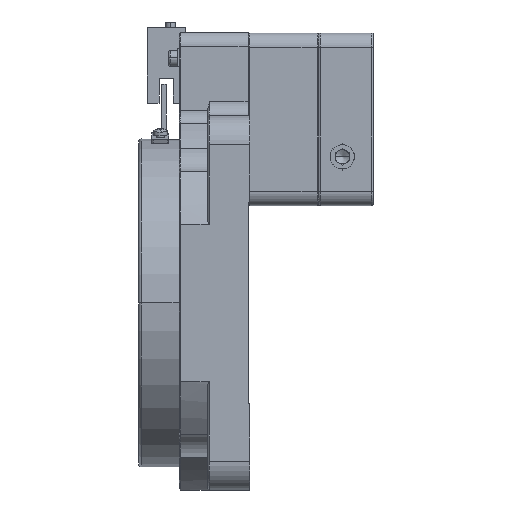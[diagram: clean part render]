
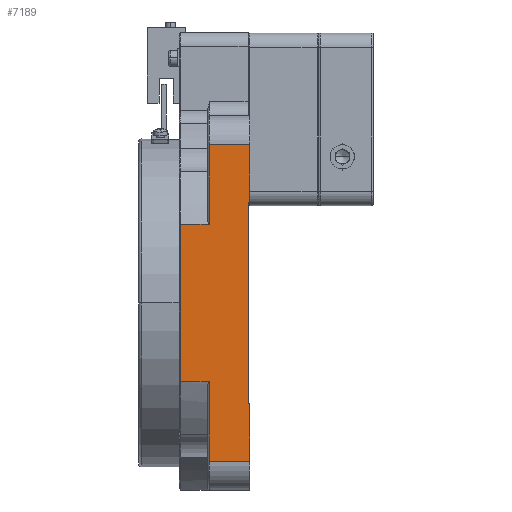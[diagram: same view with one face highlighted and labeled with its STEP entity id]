
A CAD part, left-side view. The second image highlights one B-rep face of the part: STEP entity #7189.
In plain terms, the highlighted planar face has unit normal (-1, 0, 0).
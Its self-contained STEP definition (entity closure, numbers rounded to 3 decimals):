
#982 = DIRECTION ( 'NONE',  ( 0., 0., -1. ) ) ;
#1142 = VERTEX_POINT ( 'NONE', #11943 ) ;
#1426 = CARTESIAN_POINT ( 'NONE',  ( -65., -0.5, 35. ) ) ;
#1548 = CARTESIAN_POINT ( 'NONE',  ( -65., 0., 55. ) ) ;
#1770 = CARTESIAN_POINT ( 'NONE',  ( -65., -0.5, 35. ) ) ;
#2027 = ORIENTED_EDGE ( 'NONE', *, *, #24602, .F. ) ;
#2601 = VECTOR ( 'NONE', #12768, 1000. ) ;
#2701 = DIRECTION ( 'NONE',  ( 0., 0., -1. ) ) ;
#2890 = ORIENTED_EDGE ( 'NONE', *, *, #25206, .T. ) ;
#3682 = LINE ( 'NONE', #15009, #15137 ) ;
#3898 = DIRECTION ( 'NONE',  ( 0., 0., -1. ) ) ;
#4539 = VECTOR ( 'NONE', #5018, 1000. ) ;
#4884 = EDGE_CURVE ( 'NONE', #35260, #26213, #16808, .T. ) ;
#5018 = DIRECTION ( 'NONE',  ( 0., -1., 0. ) ) ;
#5244 = VERTEX_POINT ( 'NONE', #7690 ) ;
#5254 = VECTOR ( 'NONE', #7462, 1000. ) ;
#5477 = EDGE_CURVE ( 'NONE', #5244, #30585, #21150, .T. ) ;
#5926 = EDGE_CURVE ( 'NONE', #14534, #23594, #26869, .T. ) ;
#6027 = LINE ( 'NONE', #17353, #8213 ) ;
#6621 = CARTESIAN_POINT ( 'NONE',  ( -65., -0.5, -35. ) ) ;
#6685 = PLANE ( 'NONE',  #25602 ) ;
#7041 = DIRECTION ( 'NONE',  ( 0., 0., -1. ) ) ;
#7189 = ADVANCED_FACE ( 'NONE', ( #32117 ), #6685, .F. ) ;
#7370 = ORIENTED_EDGE ( 'NONE', *, *, #4884, .T. ) ;
#7462 = DIRECTION ( 'NONE',  ( 0., 1., 0. ) ) ;
#7690 = CARTESIAN_POINT ( 'NONE',  ( -65., 13.5, 55. ) ) ;
#8158 = LINE ( 'NONE', #19474, #32205 ) ;
#8213 = VECTOR ( 'NONE', #28678, 1000. ) ;
#8863 = LINE ( 'NONE', #20174, #31488 ) ;
#9630 = ORIENTED_EDGE ( 'NONE', *, *, #17386, .T. ) ;
#9805 = CARTESIAN_POINT ( 'NONE',  ( -65., -0.5, 55. ) ) ;
#10267 = VECTOR ( 'NONE', #33052, 1000. ) ;
#10407 = LINE ( 'NONE', #21725, #10267 ) ;
#11478 = ORIENTED_EDGE ( 'NONE', *, *, #32223, .F. ) ;
#11680 = VECTOR ( 'NONE', #12881, 1000. ) ;
#11943 = CARTESIAN_POINT ( 'NONE',  ( -65., 0., 35. ) ) ;
#12768 = DIRECTION ( 'NONE',  ( 0., 0., -1. ) ) ;
#12881 = DIRECTION ( 'NONE',  ( 0., 0., 1. ) ) ;
#14534 = VERTEX_POINT ( 'NONE', #9805 ) ;
#14630 = ORIENTED_EDGE ( 'NONE', *, *, #18816, .T. ) ;
#15009 = CARTESIAN_POINT ( 'NONE',  ( -65., 14., -55. ) ) ;
#15107 = VECTOR ( 'NONE', #982, 1000. ) ;
#15114 = LINE ( 'NONE', #26428, #15107 ) ;
#15137 = VECTOR ( 'NONE', #26329, 1000. ) ;
#15320 = VERTEX_POINT ( 'NONE', #36243 ) ;
#15926 = VERTEX_POINT ( 'NONE', #17092 ) ;
#16808 = LINE ( 'NONE', #28143, #24462 ) ;
#17011 = ORIENTED_EDGE ( 'NONE', *, *, #19638, .F. ) ;
#17092 = CARTESIAN_POINT ( 'NONE',  ( -65., -0.5, -55. ) ) ;
#17353 = CARTESIAN_POINT ( 'NONE',  ( -65., -0.5, -35. ) ) ;
#17386 = EDGE_CURVE ( 'NONE', #26213, #32673, #19119, .T. ) ;
#18003 = CARTESIAN_POINT ( 'NONE',  ( -65., 14., 55. ) ) ;
#18816 = EDGE_CURVE ( 'NONE', #15320, #15926, #3682, .T. ) ;
#19119 = LINE ( 'NONE', #30450, #4539 ) ;
#19242 = VERTEX_POINT ( 'NONE', #6621 ) ;
#19474 = CARTESIAN_POINT ( 'NONE',  ( -65., 19.7, 27.299 ) ) ;
#19638 = EDGE_CURVE ( 'NONE', #19242, #15926, #15114, .T. ) ;
#19667 = VECTOR ( 'NONE', #7041, 1000. ) ;
#20174 = CARTESIAN_POINT ( 'NONE',  ( -65., 14., 55. ) ) ;
#20307 = CARTESIAN_POINT ( 'NONE',  ( -65., 0., -35. ) ) ;
#21150 = LINE ( 'NONE', #32483, #19667 ) ;
#21564 = LINE ( 'NONE', #32904, #5254 ) ;
#21725 = CARTESIAN_POINT ( 'NONE',  ( -65., 13.5, 55. ) ) ;
#22579 = EDGE_CURVE ( 'NONE', #23594, #1142, #21564, .T. ) ;
#22757 = EDGE_LOOP ( 'NONE', ( #11478, #7370, #9630, #33688, #14630, #17011, #31348, #2890, #24531, #23325, #2027, #31409 ) ) ;
#23325 = ORIENTED_EDGE ( 'NONE', *, *, #5926, .F. ) ;
#23594 = VERTEX_POINT ( 'NONE', #1770 ) ;
#24462 = VECTOR ( 'NONE', #2701, 1000. ) ;
#24531 = ORIENTED_EDGE ( 'NONE', *, *, #22579, .F. ) ;
#24602 = EDGE_CURVE ( 'NONE', #5244, #14534, #8863, .T. ) ;
#25206 = EDGE_CURVE ( 'NONE', #27933, #1142, #26990, .T. ) ;
#25602 = AXIS2_PLACEMENT_3D ( 'NONE', #18003, #29340, #3898 ) ;
#26213 = VERTEX_POINT ( 'NONE', #34245 ) ;
#26241 = EDGE_CURVE ( 'NONE', #19242, #27933, #6027, .T. ) ;
#26329 = DIRECTION ( 'NONE',  ( 0., -1., 0. ) ) ;
#26428 = CARTESIAN_POINT ( 'NONE',  ( -65., -0.5, -55. ) ) ;
#26869 = LINE ( 'NONE', #1426, #2601 ) ;
#26990 = LINE ( 'NONE', #1548, #11680 ) ;
#27933 = VERTEX_POINT ( 'NONE', #20307 ) ;
#28143 = CARTESIAN_POINT ( 'NONE',  ( -65., 23.5, -27.299 ) ) ;
#28678 = DIRECTION ( 'NONE',  ( 0., 1., 0. ) ) ;
#29340 = DIRECTION ( 'NONE',  ( 1., 0., 0. ) ) ;
#30450 = CARTESIAN_POINT ( 'NONE',  ( -65., 19.7, -27.299 ) ) ;
#30585 = VERTEX_POINT ( 'NONE', #32074 ) ;
#30804 = DIRECTION ( 'NONE',  ( 0., -1., 0. ) ) ;
#31129 = CARTESIAN_POINT ( 'NONE',  ( -65., 13.5, -27.299 ) ) ;
#31223 = CARTESIAN_POINT ( 'NONE',  ( -65., 23.5, 27.299 ) ) ;
#31348 = ORIENTED_EDGE ( 'NONE', *, *, #26241, .T. ) ;
#31409 = ORIENTED_EDGE ( 'NONE', *, *, #5477, .T. ) ;
#31488 = VECTOR ( 'NONE', #31503, 1000. ) ;
#31503 = DIRECTION ( 'NONE',  ( 0., -1., 0. ) ) ;
#32074 = CARTESIAN_POINT ( 'NONE',  ( -65., 13.5, 27.299 ) ) ;
#32117 = FACE_OUTER_BOUND ( 'NONE', #22757, .T. ) ;
#32134 = EDGE_CURVE ( 'NONE', #32673, #15320, #10407, .T. ) ;
#32205 = VECTOR ( 'NONE', #30804, 1000. ) ;
#32223 = EDGE_CURVE ( 'NONE', #35260, #30585, #8158, .T. ) ;
#32483 = CARTESIAN_POINT ( 'NONE',  ( -65., 13.5, 55. ) ) ;
#32673 = VERTEX_POINT ( 'NONE', #31129 ) ;
#32904 = CARTESIAN_POINT ( 'NONE',  ( -65., -0.5, 35. ) ) ;
#33052 = DIRECTION ( 'NONE',  ( 0., 0., -1. ) ) ;
#33688 = ORIENTED_EDGE ( 'NONE', *, *, #32134, .T. ) ;
#34245 = CARTESIAN_POINT ( 'NONE',  ( -65., 23.5, -27.299 ) ) ;
#35260 = VERTEX_POINT ( 'NONE', #31223 ) ;
#36243 = CARTESIAN_POINT ( 'NONE',  ( -65., 13.5, -55. ) ) ;
